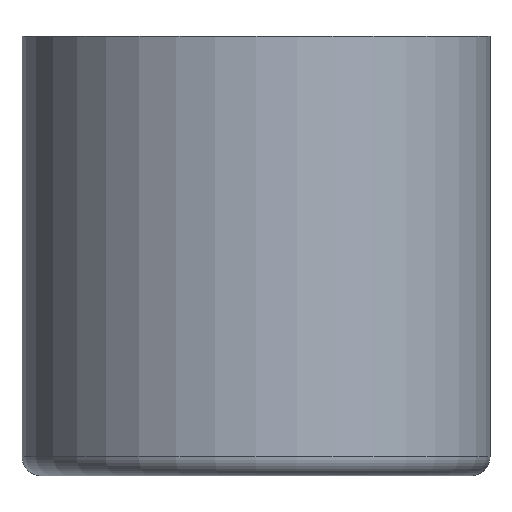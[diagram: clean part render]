
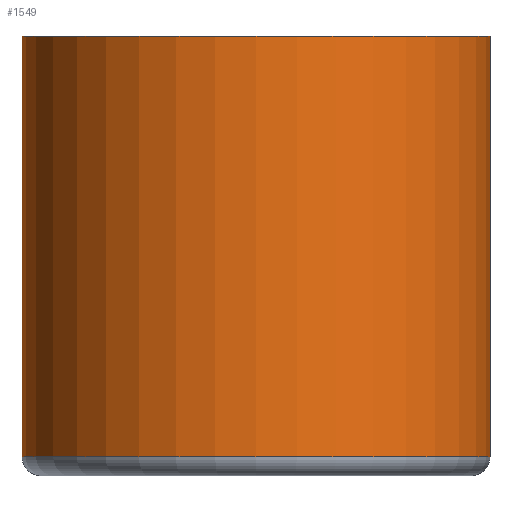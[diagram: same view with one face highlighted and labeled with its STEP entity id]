
A CAD part, front view. The second image highlights one B-rep face of the part: STEP entity #1549.
In plain terms, the highlighted cylindrical face has radius 24.5 mm (diameter 49 mm), a full revolution.
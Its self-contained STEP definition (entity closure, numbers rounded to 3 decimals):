
#44=CIRCLE('',#1658,24.5);
#45=CIRCLE('',#1659,24.5);
#46=CIRCLE('',#1660,24.5);
#163=FACE_OUTER_BOUND('',#249,.T.);
#249=EDGE_LOOP('',(#1093,#1094,#1095,#1096,#1097));
#353=LINE('',#2299,#516);
#516=VECTOR('',#1816,24.5);
#703=VERTEX_POINT('',#2296);
#704=VERTEX_POINT('',#2298);
#705=VERTEX_POINT('',#2300);
#856=EDGE_CURVE('',#703,#703,#44,.T.);
#857=EDGE_CURVE('',#703,#704,#353,.T.);
#858=EDGE_CURVE('',#705,#704,#45,.T.);
#859=EDGE_CURVE('',#704,#705,#46,.T.);
#1093=ORIENTED_EDGE('',*,*,#856,.F.);
#1094=ORIENTED_EDGE('',*,*,#857,.T.);
#1095=ORIENTED_EDGE('',*,*,#858,.F.);
#1096=ORIENTED_EDGE('',*,*,#859,.F.);
#1097=ORIENTED_EDGE('',*,*,#857,.F.);
#1533=CYLINDRICAL_SURFACE('',#1657,24.5);
#1549=ADVANCED_FACE('',(#163),#1533,.T.);
#1657=AXIS2_PLACEMENT_3D('',#2295,#1812,#1813);
#1658=AXIS2_PLACEMENT_3D('',#2297,#1814,#1815);
#1659=AXIS2_PLACEMENT_3D('',#2301,#1817,#1818);
#1660=AXIS2_PLACEMENT_3D('',#2302,#1819,#1820);
#1812=DIRECTION('center_axis',(0.,0.,1.));
#1813=DIRECTION('ref_axis',(1.,0.,0.));
#1814=DIRECTION('center_axis',(0.,0.,1.));
#1815=DIRECTION('ref_axis',(1.,0.,0.));
#1816=DIRECTION('',(0.,0.,-1.));
#1817=DIRECTION('center_axis',(0.,0.,-1.));
#1818=DIRECTION('ref_axis',(1.,0.,0.));
#1819=DIRECTION('center_axis',(0.,0.,-1.));
#1820=DIRECTION('ref_axis',(1.,0.,0.));
#2295=CARTESIAN_POINT('Origin',(0.,0.,0.));
#2296=CARTESIAN_POINT('',(-24.5,0.,3.));
#2297=CARTESIAN_POINT('Origin',(0.,0.,3.));
#2298=CARTESIAN_POINT('',(-24.5,0.,-41.));
#2299=CARTESIAN_POINT('',(-24.5,0.,0.));
#2300=CARTESIAN_POINT('',(24.5,0.,-41.));
#2301=CARTESIAN_POINT('Origin',(0.,0.,-41.));
#2302=CARTESIAN_POINT('Origin',(0.,0.,-41.));
